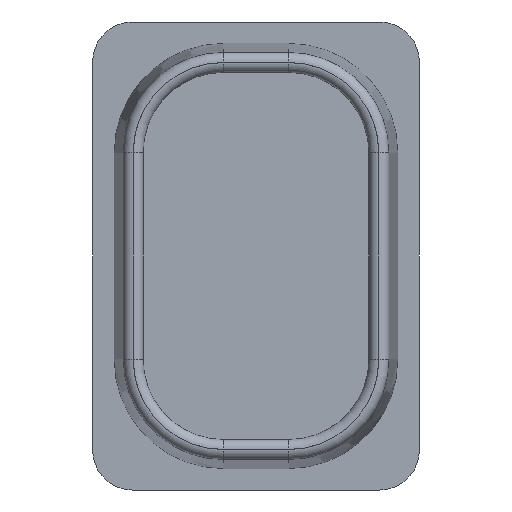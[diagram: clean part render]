
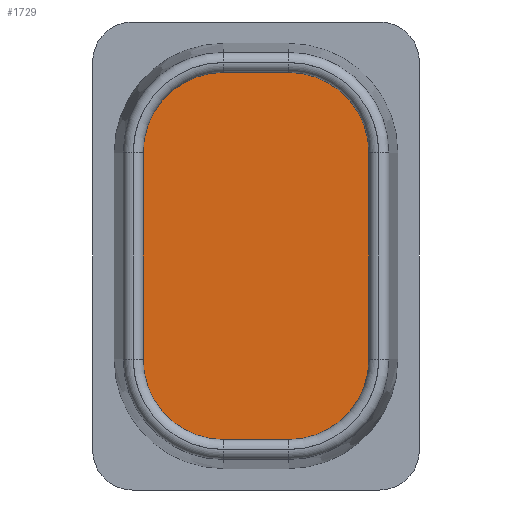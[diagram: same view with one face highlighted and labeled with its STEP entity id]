
A CAD part, front view. The second image highlights one B-rep face of the part: STEP entity #1729.
In plain terms, the highlighted planar face has unit normal (0, -1, 0).
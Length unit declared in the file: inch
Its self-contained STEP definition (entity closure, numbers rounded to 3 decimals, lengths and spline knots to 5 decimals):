
#36=PLANE('',#2003);
#85=LINE('',#2854,#193);
#114=LINE('',#2988,#222);
#130=LINE('',#3123,#238);
#131=LINE('',#3125,#239);
#193=VECTOR('',#2253,0.3937);
#222=VECTOR('',#2396,0.3937);
#238=VECTOR('',#2566,0.3937);
#239=VECTOR('',#2569,0.3937);
#398=FACE_OUTER_BOUND('',#509,.T.);
#509=EDGE_LOOP('',(#1418,#1419,#1420,#1421,#1422,#1423,#1424,#1425));
#603=CIRCLE('',#1864,2.01687);
#608=CIRCLE('',#1871,2.01687);
#641=CIRCLE('',#1923,2.01687);
#645=CIRCLE('',#1929,2.01687);
#751=VERTEX_POINT('',#2843);
#752=VERTEX_POINT('',#2845);
#755=VERTEX_POINT('',#2852);
#757=VERTEX_POINT('',#2858);
#798=VERTEX_POINT('',#2975);
#801=VERTEX_POINT('',#2980);
#803=VERTEX_POINT('',#2986);
#805=VERTEX_POINT('',#2992);
#929=EDGE_CURVE('',#751,#752,#603,.T.);
#933=EDGE_CURVE('',#755,#751,#85,.T.);
#936=EDGE_CURVE('',#757,#755,#608,.T.);
#995=EDGE_CURVE('',#801,#798,#641,.T.);
#998=EDGE_CURVE('',#803,#801,#114,.T.);
#1001=EDGE_CURVE('',#805,#803,#645,.T.);
#1065=EDGE_CURVE('',#798,#757,#130,.T.);
#1066=EDGE_CURVE('',#752,#805,#131,.T.);
#1418=ORIENTED_EDGE('',*,*,#1065,.F.);
#1419=ORIENTED_EDGE('',*,*,#995,.F.);
#1420=ORIENTED_EDGE('',*,*,#998,.F.);
#1421=ORIENTED_EDGE('',*,*,#1001,.F.);
#1422=ORIENTED_EDGE('',*,*,#1066,.F.);
#1423=ORIENTED_EDGE('',*,*,#929,.F.);
#1424=ORIENTED_EDGE('',*,*,#933,.F.);
#1425=ORIENTED_EDGE('',*,*,#936,.F.);
#1729=ADVANCED_FACE('',(#398),#36,.T.);
#1864=AXIS2_PLACEMENT_3D('',#2846,#2243,#2244);
#1871=AXIS2_PLACEMENT_3D('',#2860,#2259,#2260);
#1923=AXIS2_PLACEMENT_3D('',#2982,#2389,#2390);
#1929=AXIS2_PLACEMENT_3D('',#2994,#2403,#2404);
#2003=AXIS2_PLACEMENT_3D('',#3124,#2567,#2568);
#2243=DIRECTION('center_axis',(0.,1.,0.));
#2244=DIRECTION('ref_axis',(0.,0.,-1.));
#2253=DIRECTION('',(0.,0.,-1.));
#2259=DIRECTION('center_axis',(0.,1.,0.));
#2260=DIRECTION('ref_axis',(1.,0.,0.));
#2389=DIRECTION('center_axis',(0.,1.,0.));
#2390=DIRECTION('ref_axis',(0.,0.,1.));
#2396=DIRECTION('',(0.,0.,1.));
#2403=DIRECTION('center_axis',(0.,1.,0.));
#2404=DIRECTION('ref_axis',(-1.,0.,0.));
#2566=DIRECTION('',(1.,0.,0.));
#2567=DIRECTION('center_axis',(0.,-1.,0.));
#2568=DIRECTION('ref_axis',(1.,0.,0.));
#2569=DIRECTION('',(-1.,0.,0.));
#2843=CARTESIAN_POINT('',(6.93575,-3.715,-2.59375));
#2845=CARTESIAN_POINT('',(4.91888,-3.715,-4.61062));
#2846=CARTESIAN_POINT('Origin',(4.91888,-3.715,-2.59375));
#2852=CARTESIAN_POINT('',(6.93575,-3.715,2.59375));
#2854=CARTESIAN_POINT('',(6.93575,-3.715,-2.59375));
#2858=CARTESIAN_POINT('',(4.91888,-3.715,4.61062));
#2860=CARTESIAN_POINT('Origin',(4.91888,-3.715,2.59375));
#2975=CARTESIAN_POINT('',(3.28438,-3.715,4.61062));
#2980=CARTESIAN_POINT('',(1.2675,-3.715,2.59375));
#2982=CARTESIAN_POINT('Origin',(3.28438,-3.715,2.59375));
#2986=CARTESIAN_POINT('',(1.2675,-3.715,-2.59375));
#2988=CARTESIAN_POINT('',(1.2675,-3.715,2.59375));
#2992=CARTESIAN_POINT('',(3.28438,-3.715,-4.61062));
#2994=CARTESIAN_POINT('Origin',(3.28438,-3.715,-2.59375));
#3123=CARTESIAN_POINT('',(4.91888,-3.715,4.61062));
#3124=CARTESIAN_POINT('Origin',(8.20313,-3.715,0.));
#3125=CARTESIAN_POINT('',(3.28438,-3.715,-4.61062));
